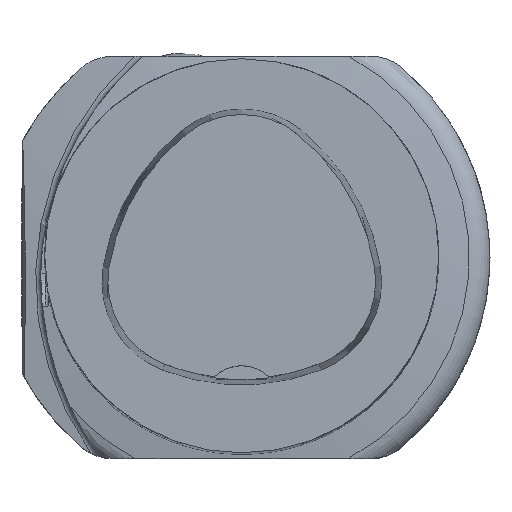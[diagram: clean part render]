
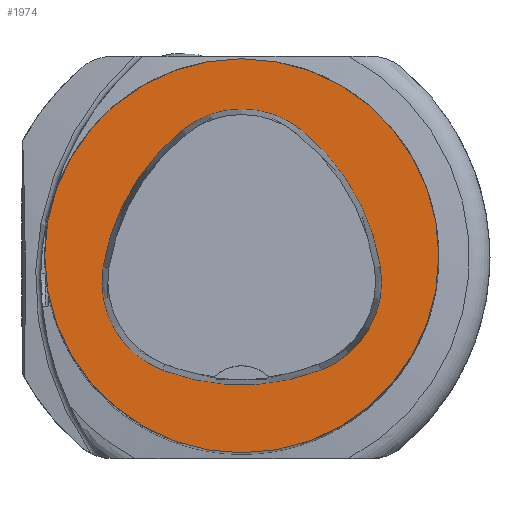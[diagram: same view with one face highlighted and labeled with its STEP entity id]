
A CAD part, top view. The second image highlights one B-rep face of the part: STEP entity #1974.
In plain terms, the highlighted planar face has unit normal (0, 0, 1).
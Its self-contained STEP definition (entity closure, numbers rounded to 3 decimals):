
#1387=PLANE('',#6364);
#1974=ADVANCED_FACE('',(#2336,#2337),#1387,.T.);
#2336=FACE_BOUND('',#2424,.T.);
#2337=FACE_BOUND('',#2425,.T.);
#2424=EDGE_LOOP('',(#2848,#2849,#2850,#2851,#2852,#2853));
#2425=EDGE_LOOP('',(#2854));
#2848=ORIENTED_EDGE('',*,*,#5253,.T.);
#2849=ORIENTED_EDGE('',*,*,#5251,.T.);
#2850=ORIENTED_EDGE('',*,*,#5249,.T.);
#2851=ORIENTED_EDGE('',*,*,#5247,.T.);
#2852=ORIENTED_EDGE('',*,*,#5245,.T.);
#2853=ORIENTED_EDGE('',*,*,#5243,.T.);
#2854=ORIENTED_EDGE('',*,*,#5266,.F.);
#4626=VERTEX_POINT('',#8436);
#4627=VERTEX_POINT('',#8438);
#4628=VERTEX_POINT('',#8442);
#4629=VERTEX_POINT('',#8446);
#4630=VERTEX_POINT('',#8450);
#4631=VERTEX_POINT('',#8454);
#4640=VERTEX_POINT('',#8486);
#5243=EDGE_CURVE('',#4627,#4626,#6152,.T.);
#5245=EDGE_CURVE('',#4628,#4627,#6153,.T.);
#5247=EDGE_CURVE('',#4629,#4628,#6154,.T.);
#5249=EDGE_CURVE('',#4630,#4629,#6155,.T.);
#5251=EDGE_CURVE('',#4631,#4630,#6156,.T.);
#5253=EDGE_CURVE('',#4626,#4631,#6157,.T.);
#5266=EDGE_CURVE('',#4640,#4640,#6158,.T.);
#6152=CIRCLE('',#6341,28.);
#6153=CIRCLE('',#6343,12.);
#6154=CIRCLE('',#6345,28.);
#6155=CIRCLE('',#6347,12.);
#6156=CIRCLE('',#6349,28.);
#6157=CIRCLE('',#6351,12.);
#6158=CIRCLE('',#6363,25.);
#6341=AXIS2_PLACEMENT_3D('',#8437,#6877,#6878);
#6343=AXIS2_PLACEMENT_3D('',#8441,#6882,#6883);
#6345=AXIS2_PLACEMENT_3D('',#8445,#6887,#6888);
#6347=AXIS2_PLACEMENT_3D('',#8449,#6892,#6893);
#6349=AXIS2_PLACEMENT_3D('',#8453,#6897,#6898);
#6351=AXIS2_PLACEMENT_3D('',#8457,#6902,#6903);
#6363=AXIS2_PLACEMENT_3D('',#8485,#6934,#6935);
#6364=AXIS2_PLACEMENT_3D('',#8487,#6936,#6937);
#6877=DIRECTION('',(0.,0.,-1.));
#6878=DIRECTION('',(-1.,0.,0.));
#6882=DIRECTION('',(0.,0.,-1.));
#6883=DIRECTION('',(-1.,0.,0.));
#6887=DIRECTION('',(0.,0.,-1.));
#6888=DIRECTION('',(-1.,0.,0.));
#6892=DIRECTION('',(0.,0.,-1.));
#6893=DIRECTION('',(-1.,0.,0.));
#6897=DIRECTION('',(0.,0.,-1.));
#6898=DIRECTION('',(-1.,0.,0.));
#6902=DIRECTION('',(0.,0.,-1.));
#6903=DIRECTION('',(-1.,0.,0.));
#6934=DIRECTION('',(0.,0.,-1.));
#6935=DIRECTION('',(-1.,0.,0.));
#6936=DIRECTION('',(0.,0.,1.));
#6937=DIRECTION('',(1.,0.,0.));
#8436=CARTESIAN_POINT('',(-10.025,-14.516,0.535));
#8437=CARTESIAN_POINT('',(-0.01,11.631,0.535));
#8438=CARTESIAN_POINT('',(10.05,-14.499,0.535));
#8441=CARTESIAN_POINT('',(5.739,-3.3,0.535));
#8442=CARTESIAN_POINT('',(17.59,-1.418,0.535));
#8445=CARTESIAN_POINT('',(-10.063,-5.81,0.535));
#8446=CARTESIAN_POINT('',(7.567,15.942,0.535));
#8449=CARTESIAN_POINT('',(0.011,6.62,0.535));
#8450=CARTESIAN_POINT('',(-7.531,15.953,0.535));
#8453=CARTESIAN_POINT('',(10.068,-5.824,0.535));
#8454=CARTESIAN_POINT('',(-17.584,-1.424,0.535));
#8457=CARTESIAN_POINT('',(-5.733,-3.31,0.535));
#8485=CARTESIAN_POINT('',(0.,0.,0.535));
#8486=CARTESIAN_POINT('',(-25.,0.,0.535));
#8487=CARTESIAN_POINT('',(0.,0.,0.535));
